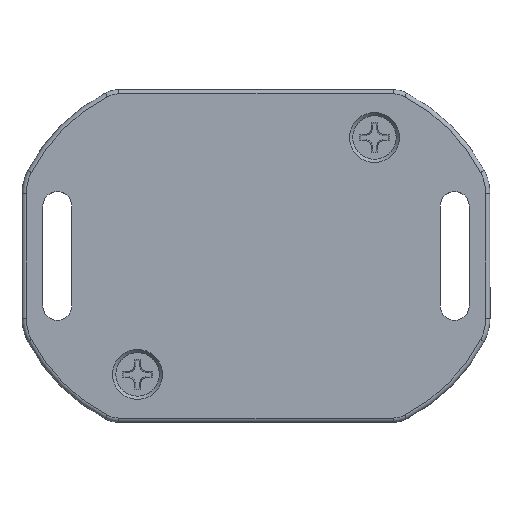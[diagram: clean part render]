
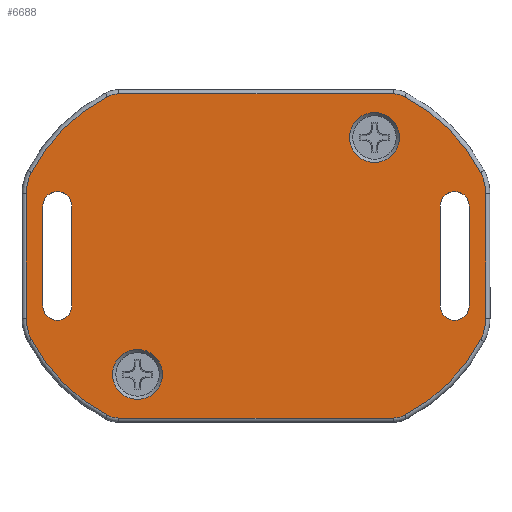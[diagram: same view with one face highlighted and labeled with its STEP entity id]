
A CAD part, top view. The second image highlights one B-rep face of the part: STEP entity #6688.
In plain terms, the highlighted face is planar.
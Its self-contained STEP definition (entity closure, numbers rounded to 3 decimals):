
#296=CIRCLE('',#7116,5.5);
#299=CIRCLE('',#7120,21.613);
#302=CIRCLE('',#7125,3.);
#304=CIRCLE('',#7128,5.5);
#307=CIRCLE('',#7133,21.613);
#309=CIRCLE('',#7136,3.);
#313=CIRCLE('',#7141,3.);
#315=CIRCLE('',#7144,21.613);
#319=CIRCLE('',#7150,5.5);
#323=CIRCLE('',#7155,3.);
#327=CIRCLE('',#7161,21.613);
#329=CIRCLE('',#7164,5.5);
#330=CIRCLE('',#7170,3.);
#331=CIRCLE('',#7171,3.);
#332=CIRCLE('',#7172,1.75);
#333=CIRCLE('',#7173,1.75);
#334=CIRCLE('',#7174,1.75);
#335=CIRCLE('',#7175,1.75);
#517=FACE_BOUND('',#1252,.T.);
#518=FACE_BOUND('',#1253,.T.);
#519=FACE_BOUND('',#1254,.T.);
#520=FACE_BOUND('',#1255,.T.);
#826=FACE_OUTER_BOUND('',#1251,.T.);
#1251=EDGE_LOOP('',(#5714,#5715,#5716,#5717,#5718,#5719,#5720,#5721,#5722,
#5723,#5724,#5725,#5726,#5727,#5728,#5729));
#1252=EDGE_LOOP('',(#5730));
#1253=EDGE_LOOP('',(#5731));
#1254=EDGE_LOOP('',(#5732,#5733,#5734,#5735));
#1255=EDGE_LOOP('',(#5736,#5737,#5738,#5739));
#1964=LINE('',#13317,#2540);
#1965=LINE('',#13329,#2541);
#1966=LINE('',#13354,#2542);
#1967=LINE('',#13371,#2543);
#1973=LINE('',#13397,#2549);
#1974=LINE('',#13401,#2550);
#1975=LINE('',#13405,#2551);
#1976=LINE('',#13409,#2552);
#2540=VECTOR('',#8461,14.992);
#2541=VECTOR('',#8478,33.);
#2542=VECTOR('',#8513,33.);
#2543=VECTOR('',#8534,14.992);
#2549=VECTOR('',#8568,12.);
#2550=VECTOR('',#8571,12.);
#2551=VECTOR('',#8574,12.);
#2552=VECTOR('',#8577,12.);
#3147=VERTEX_POINT('',#13305);
#3148=VERTEX_POINT('',#13307);
#3149=VERTEX_POINT('',#13311);
#3150=VERTEX_POINT('',#13315);
#3151=VERTEX_POINT('',#13319);
#3152=VERTEX_POINT('',#13323);
#3153=VERTEX_POINT('',#13327);
#3154=VERTEX_POINT('',#13331);
#3156=VERTEX_POINT('',#13336);
#3157=VERTEX_POINT('',#13341);
#3159=VERTEX_POINT('',#13347);
#3160=VERTEX_POINT('',#13352);
#3162=VERTEX_POINT('',#13357);
#3163=VERTEX_POINT('',#13362);
#3166=VERTEX_POINT('',#13369);
#3167=VERTEX_POINT('',#13374);
#3169=VERTEX_POINT('',#13391);
#3170=VERTEX_POINT('',#13393);
#3171=VERTEX_POINT('',#13395);
#3172=VERTEX_POINT('',#13396);
#3173=VERTEX_POINT('',#13398);
#3174=VERTEX_POINT('',#13400);
#3175=VERTEX_POINT('',#13403);
#3176=VERTEX_POINT('',#13404);
#3177=VERTEX_POINT('',#13406);
#3178=VERTEX_POINT('',#13408);
#4008=EDGE_CURVE('',#3147,#3148,#296,.T.);
#4011=EDGE_CURVE('',#3149,#3147,#299,.T.);
#4013=EDGE_CURVE('',#3148,#3150,#1964,.T.);
#4015=EDGE_CURVE('',#3151,#3149,#302,.T.);
#4017=EDGE_CURVE('',#3150,#3152,#304,.T.);
#4019=EDGE_CURVE('',#3153,#3151,#1965,.T.);
#4021=EDGE_CURVE('',#3152,#3154,#307,.T.);
#4023=EDGE_CURVE('',#3156,#3153,#309,.T.);
#4027=EDGE_CURVE('',#3154,#3157,#313,.T.);
#4029=EDGE_CURVE('',#3159,#3156,#315,.T.);
#4032=EDGE_CURVE('',#3157,#3160,#1966,.T.);
#4034=EDGE_CURVE('',#3162,#3159,#319,.T.);
#4038=EDGE_CURVE('',#3160,#3163,#323,.T.);
#4040=EDGE_CURVE('',#3166,#3162,#1967,.T.);
#4044=EDGE_CURVE('',#3163,#3167,#327,.T.);
#4046=EDGE_CURVE('',#3167,#3166,#329,.T.);
#4051=EDGE_CURVE('',#3169,#3169,#330,.T.);
#4052=EDGE_CURVE('',#3170,#3170,#331,.T.);
#4053=EDGE_CURVE('',#3171,#3172,#1973,.T.);
#4054=EDGE_CURVE('',#3172,#3173,#332,.T.);
#4055=EDGE_CURVE('',#3173,#3174,#1974,.T.);
#4056=EDGE_CURVE('',#3174,#3171,#333,.T.);
#4057=EDGE_CURVE('',#3175,#3176,#1975,.T.);
#4058=EDGE_CURVE('',#3176,#3177,#334,.T.);
#4059=EDGE_CURVE('',#3177,#3178,#1976,.T.);
#4060=EDGE_CURVE('',#3178,#3175,#335,.T.);
#5714=ORIENTED_EDGE('',*,*,#4008,.F.);
#5715=ORIENTED_EDGE('',*,*,#4011,.F.);
#5716=ORIENTED_EDGE('',*,*,#4015,.F.);
#5717=ORIENTED_EDGE('',*,*,#4019,.F.);
#5718=ORIENTED_EDGE('',*,*,#4023,.F.);
#5719=ORIENTED_EDGE('',*,*,#4029,.F.);
#5720=ORIENTED_EDGE('',*,*,#4034,.F.);
#5721=ORIENTED_EDGE('',*,*,#4040,.F.);
#5722=ORIENTED_EDGE('',*,*,#4046,.F.);
#5723=ORIENTED_EDGE('',*,*,#4044,.F.);
#5724=ORIENTED_EDGE('',*,*,#4038,.F.);
#5725=ORIENTED_EDGE('',*,*,#4032,.F.);
#5726=ORIENTED_EDGE('',*,*,#4027,.F.);
#5727=ORIENTED_EDGE('',*,*,#4021,.F.);
#5728=ORIENTED_EDGE('',*,*,#4017,.F.);
#5729=ORIENTED_EDGE('',*,*,#4013,.F.);
#5730=ORIENTED_EDGE('',*,*,#4051,.T.);
#5731=ORIENTED_EDGE('',*,*,#4052,.T.);
#5732=ORIENTED_EDGE('',*,*,#4053,.T.);
#5733=ORIENTED_EDGE('',*,*,#4054,.T.);
#5734=ORIENTED_EDGE('',*,*,#4055,.T.);
#5735=ORIENTED_EDGE('',*,*,#4056,.T.);
#5736=ORIENTED_EDGE('',*,*,#4057,.T.);
#5737=ORIENTED_EDGE('',*,*,#4058,.T.);
#5738=ORIENTED_EDGE('',*,*,#4059,.T.);
#5739=ORIENTED_EDGE('',*,*,#4060,.T.);
#6359=PLANE('',#7169);
#6688=ADVANCED_FACE('',(#826,#517,#518,#519,#520),#6359,.F.);
#7116=AXIS2_PLACEMENT_3D('',#13308,#8447,#8448);
#7120=AXIS2_PLACEMENT_3D('',#13313,#8455,#8456);
#7125=AXIS2_PLACEMENT_3D('',#13321,#8466,#8467);
#7128=AXIS2_PLACEMENT_3D('',#13325,#8472,#8473);
#7133=AXIS2_PLACEMENT_3D('',#13333,#8483,#8484);
#7136=AXIS2_PLACEMENT_3D('',#13338,#8489,#8490);
#7141=AXIS2_PLACEMENT_3D('',#13344,#8499,#8500);
#7144=AXIS2_PLACEMENT_3D('',#13349,#8505,#8506);
#7150=AXIS2_PLACEMENT_3D('',#13359,#8518,#8519);
#7155=AXIS2_PLACEMENT_3D('',#13366,#8528,#8529);
#7161=AXIS2_PLACEMENT_3D('',#13378,#8542,#8543);
#7164=AXIS2_PLACEMENT_3D('',#13381,#8548,#8549);
#7169=AXIS2_PLACEMENT_3D('',#13390,#8562,#8563);
#7170=AXIS2_PLACEMENT_3D('',#13392,#8564,#8565);
#7171=AXIS2_PLACEMENT_3D('',#13394,#8566,#8567);
#7172=AXIS2_PLACEMENT_3D('',#13399,#8569,#8570);
#7173=AXIS2_PLACEMENT_3D('',#13402,#8572,#8573);
#7174=AXIS2_PLACEMENT_3D('',#13407,#8575,#8576);
#7175=AXIS2_PLACEMENT_3D('',#13410,#8578,#8579);
#8447=DIRECTION('center_axis',(0.,0.,1.));
#8448=DIRECTION('ref_axis',(0.971,-0.24,0.));
#8455=DIRECTION('center_axis',(0.,0.,1.));
#8456=DIRECTION('ref_axis',(0.706,-0.708,0.));
#8461=DIRECTION('',(0.,1.,0.));
#8466=DIRECTION('center_axis',(0.,0.,1.));
#8467=DIRECTION('ref_axis',(0.238,-0.971,0.));
#8472=DIRECTION('center_axis',(0.,0.,1.));
#8473=DIRECTION('ref_axis',(0.971,0.24,0.));
#8478=DIRECTION('',(1.,0.,0.));
#8483=DIRECTION('center_axis',(0.,0.,1.));
#8484=DIRECTION('ref_axis',(0.706,0.708,0.));
#8489=DIRECTION('center_axis',(0.,0.,1.));
#8490=DIRECTION('ref_axis',(-0.238,-0.971,0.));
#8499=DIRECTION('center_axis',(0.,0.,1.));
#8500=DIRECTION('ref_axis',(0.238,0.971,0.));
#8505=DIRECTION('center_axis',(0.,0.,1.));
#8506=DIRECTION('ref_axis',(-0.706,-0.708,0.));
#8513=DIRECTION('',(-1.,0.,0.));
#8518=DIRECTION('center_axis',(0.,0.,1.));
#8519=DIRECTION('ref_axis',(-0.971,-0.24,0.));
#8528=DIRECTION('center_axis',(0.,0.,1.));
#8529=DIRECTION('ref_axis',(-0.238,0.971,0.));
#8534=DIRECTION('',(0.,-1.,0.));
#8542=DIRECTION('center_axis',(0.,0.,1.));
#8543=DIRECTION('ref_axis',(-0.706,0.708,0.));
#8548=DIRECTION('center_axis',(0.,0.,1.));
#8549=DIRECTION('ref_axis',(-0.971,0.24,0.));
#8562=DIRECTION('center_axis',(0.,0.,1.));
#8563=DIRECTION('ref_axis',(1.,0.,0.));
#8564=DIRECTION('center_axis',(0.,0.,1.));
#8565=DIRECTION('ref_axis',(-1.,0.,0.));
#8566=DIRECTION('center_axis',(0.,0.,1.));
#8567=DIRECTION('ref_axis',(-1.,0.,0.));
#8568=DIRECTION('',(0.,-1.,0.));
#8569=DIRECTION('center_axis',(0.,0.,1.));
#8570=DIRECTION('ref_axis',(1.,0.,0.));
#8571=DIRECTION('',(0.,1.,0.));
#8572=DIRECTION('center_axis',(0.,0.,1.));
#8573=DIRECTION('ref_axis',(-1.,0.,0.));
#8574=DIRECTION('',(0.,-1.,0.));
#8575=DIRECTION('center_axis',(0.,0.,1.));
#8576=DIRECTION('ref_axis',(1.,0.,0.));
#8577=DIRECTION('',(0.,1.,0.));
#8578=DIRECTION('center_axis',(0.,0.,1.));
#8579=DIRECTION('ref_axis',(-1.,0.,0.));
#13305=CARTESIAN_POINT('',(18.002,-8.772,0.));
#13307=CARTESIAN_POINT('',(18.633,-6.213,0.));
#13308=CARTESIAN_POINT('Origin',(13.133,-6.213,0.));
#13311=CARTESIAN_POINT('',(8.871,-17.877,0.));
#13313=CARTESIAN_POINT('Origin',(-1.129,1.283,0.));
#13315=CARTESIAN_POINT('',(18.633,8.779,0.));
#13317=CARTESIAN_POINT('',(18.633,5.71,0.));
#13319=CARTESIAN_POINT('',(7.483,-18.217,0.));
#13321=CARTESIAN_POINT('Origin',(7.483,-15.217,0.));
#13323=CARTESIAN_POINT('',(18.002,11.338,0.));
#13325=CARTESIAN_POINT('Origin',(13.133,8.779,0.));
#13327=CARTESIAN_POINT('',(-25.517,-18.217,0.));
#13329=CARTESIAN_POINT('',(0.983,-18.217,0.));
#13331=CARTESIAN_POINT('',(8.871,20.442,0.));
#13333=CARTESIAN_POINT('Origin',(-1.129,1.283,0.));
#13336=CARTESIAN_POINT('',(-26.905,-17.877,0.));
#13338=CARTESIAN_POINT('Origin',(-25.517,-15.217,0.));
#13341=CARTESIAN_POINT('',(7.483,20.783,0.));
#13344=CARTESIAN_POINT('Origin',(7.483,17.783,0.));
#13347=CARTESIAN_POINT('',(-36.035,-8.772,0.));
#13349=CARTESIAN_POINT('Origin',(-16.904,1.283,0.));
#13352=CARTESIAN_POINT('',(-25.517,20.783,0.));
#13354=CARTESIAN_POINT('',(-19.017,20.783,0.));
#13357=CARTESIAN_POINT('',(-36.667,-6.213,0.));
#13359=CARTESIAN_POINT('Origin',(-31.167,-6.213,0.));
#13362=CARTESIAN_POINT('',(-26.905,20.442,0.));
#13366=CARTESIAN_POINT('Origin',(-25.517,17.783,0.));
#13369=CARTESIAN_POINT('',(-36.667,8.779,0.));
#13371=CARTESIAN_POINT('',(-36.667,-3.144,0.));
#13374=CARTESIAN_POINT('',(-36.035,11.338,0.));
#13378=CARTESIAN_POINT('Origin',(-16.904,1.283,0.));
#13381=CARTESIAN_POINT('Origin',(-31.167,8.779,0.));
#13390=CARTESIAN_POINT('Origin',(-9.017,1.283,0.));
#13391=CARTESIAN_POINT('',(-26.267,15.533,0.));
#13392=CARTESIAN_POINT('Origin',(-23.267,15.533,0.));
#13393=CARTESIAN_POINT('',(2.233,-12.967,0.));
#13394=CARTESIAN_POINT('Origin',(5.233,-12.967,0.));
#13395=CARTESIAN_POINT('',(13.133,7.283,0.));
#13396=CARTESIAN_POINT('',(13.133,-4.717,0.));
#13397=CARTESIAN_POINT('',(13.133,4.283,0.));
#13398=CARTESIAN_POINT('',(16.633,-4.717,0.));
#13399=CARTESIAN_POINT('Origin',(14.883,-4.717,0.));
#13400=CARTESIAN_POINT('',(16.633,7.283,0.));
#13401=CARTESIAN_POINT('',(16.633,-1.717,0.));
#13402=CARTESIAN_POINT('Origin',(14.883,7.283,0.));
#13403=CARTESIAN_POINT('',(-34.667,7.283,0.));
#13404=CARTESIAN_POINT('',(-34.667,-4.717,0.));
#13405=CARTESIAN_POINT('',(-34.667,4.283,0.));
#13406=CARTESIAN_POINT('',(-31.167,-4.717,0.));
#13407=CARTESIAN_POINT('Origin',(-32.917,-4.717,0.));
#13408=CARTESIAN_POINT('',(-31.167,7.283,0.));
#13409=CARTESIAN_POINT('',(-31.167,-1.717,0.));
#13410=CARTESIAN_POINT('Origin',(-32.917,7.283,0.));
